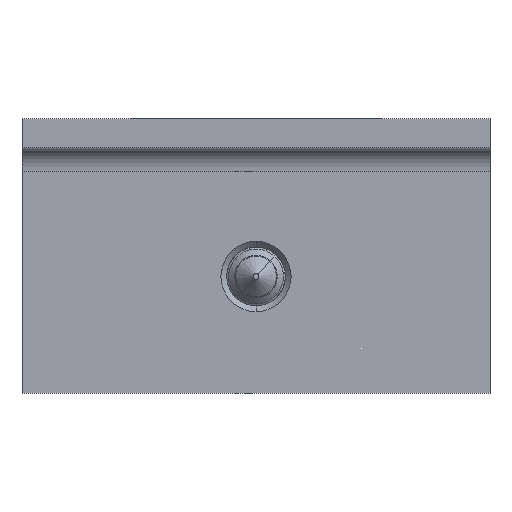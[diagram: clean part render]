
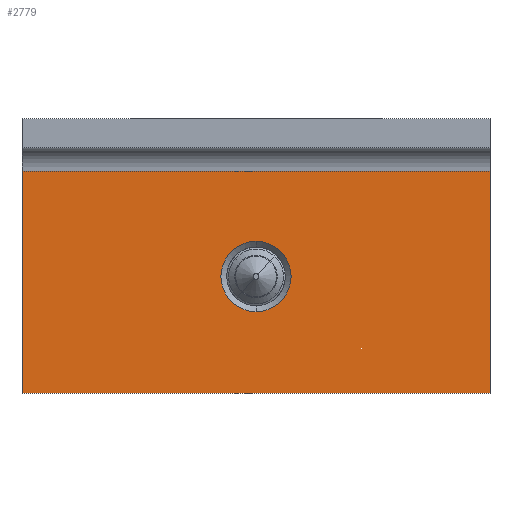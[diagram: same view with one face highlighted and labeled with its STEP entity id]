
A CAD part, front view. The second image highlights one B-rep face of the part: STEP entity #2779.
In plain terms, the highlighted planar face has unit normal (0, -1, 0).
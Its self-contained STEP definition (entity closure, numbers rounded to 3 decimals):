
#57 = CARTESIAN_POINT ( 'NONE',  ( 40., 123., -9. ) ) ;
#214 = DIRECTION ( 'NONE',  ( 0., 1., 0. ) ) ;
#351 = EDGE_CURVE ( 'NONE', #2331, #4077, #3148, .T. ) ;
#380 = EDGE_CURVE ( 'NONE', #4077, #2331, #2395, .T. ) ;
#406 = CARTESIAN_POINT ( 'NONE',  ( -40., 123., -9. ) ) ;
#498 = DIRECTION ( 'NONE',  ( -1., 0., 0. ) ) ;
#626 = AXIS2_PLACEMENT_3D ( 'NONE', #2837, #214, #4630 ) ;
#691 = VECTOR ( 'NONE', #2957, 1000. ) ;
#820 = EDGE_LOOP ( 'NONE', ( #4129, #944 ) ) ;
#944 = ORIENTED_EDGE ( 'NONE', *, *, #351, .T. ) ;
#1100 = EDGE_CURVE ( 'NONE', #4775, #3367, #1668, .T. ) ;
#1248 = LINE ( 'NONE', #406, #1496 ) ;
#1282 = LINE ( 'NONE', #3059, #2902 ) ;
#1496 = VECTOR ( 'NONE', #3526, 1000. ) ;
#1506 = VERTEX_POINT ( 'NONE', #5128 ) ;
#1612 = CARTESIAN_POINT ( 'NONE',  ( 0., 123., -21. ) ) ;
#1643 = AXIS2_PLACEMENT_3D ( 'NONE', #2863, #1924, #5493 ) ;
#1668 = LINE ( 'NONE', #5192, #691 ) ;
#1735 = LINE ( 'NONE', #3501, #2231 ) ;
#1924 = DIRECTION ( 'NONE',  ( 0., 1., 0. ) ) ;
#2153 = CARTESIAN_POINT ( 'NONE',  ( -40., 123., -48. ) ) ;
#2231 = VECTOR ( 'NONE', #3524, 1000. ) ;
#2277 = AXIS2_PLACEMENT_3D ( 'NONE', #2153, #2573, #3063 ) ;
#2300 = EDGE_LOOP ( 'NONE', ( #3915, #4003, #5661, #2419 ) ) ;
#2331 = VERTEX_POINT ( 'NONE', #1612 ) ;
#2395 = CIRCLE ( 'NONE', #626, 6. ) ;
#2419 = ORIENTED_EDGE ( 'NONE', *, *, #3992, .F. ) ;
#2539 = PLANE ( 'NONE',  #2277 ) ;
#2573 = DIRECTION ( 'NONE',  ( 0., 1., 0. ) ) ;
#2779 = ADVANCED_FACE ( 'NONE', ( #3537, #3510 ), #2539, .F. ) ;
#2837 = CARTESIAN_POINT ( 'NONE',  ( 0., 123., -27. ) ) ;
#2863 = CARTESIAN_POINT ( 'NONE',  ( 0., 123., -27. ) ) ;
#2902 = VECTOR ( 'NONE', #498, 1000. ) ;
#2957 = DIRECTION ( 'NONE',  ( 0., 0., 1. ) ) ;
#3055 = EDGE_CURVE ( 'NONE', #1506, #4363, #1735, .T. ) ;
#3059 = CARTESIAN_POINT ( 'NONE',  ( 0., 123., -47. ) ) ;
#3063 = DIRECTION ( 'NONE',  ( 0., 0., 1. ) ) ;
#3148 = CIRCLE ( 'NONE', #1643, 6. ) ;
#3340 = CARTESIAN_POINT ( 'NONE',  ( -40., 123., -9. ) ) ;
#3367 = VERTEX_POINT ( 'NONE', #3340 ) ;
#3501 = CARTESIAN_POINT ( 'NONE',  ( 40., 123., -48. ) ) ;
#3510 = FACE_OUTER_BOUND ( 'NONE', #2300, .T. ) ;
#3524 = DIRECTION ( 'NONE',  ( 0., 0., 1. ) ) ;
#3526 = DIRECTION ( 'NONE',  ( -1., 0., 0. ) ) ;
#3537 = FACE_BOUND ( 'NONE', #820, .T. ) ;
#3915 = ORIENTED_EDGE ( 'NONE', *, *, #3055, .T. ) ;
#3992 = EDGE_CURVE ( 'NONE', #1506, #4775, #1282, .T. ) ;
#4003 = ORIENTED_EDGE ( 'NONE', *, *, #5238, .T. ) ;
#4077 = VERTEX_POINT ( 'NONE', #5480 ) ;
#4129 = ORIENTED_EDGE ( 'NONE', *, *, #380, .T. ) ;
#4363 = VERTEX_POINT ( 'NONE', #57 ) ;
#4630 = DIRECTION ( 'NONE',  ( 0., 0., 1. ) ) ;
#4775 = VERTEX_POINT ( 'NONE', #4914 ) ;
#4914 = CARTESIAN_POINT ( 'NONE',  ( -40., 123., -47. ) ) ;
#5128 = CARTESIAN_POINT ( 'NONE',  ( 40., 123., -47. ) ) ;
#5192 = CARTESIAN_POINT ( 'NONE',  ( -40., 123., -48. ) ) ;
#5238 = EDGE_CURVE ( 'NONE', #4363, #3367, #1248, .T. ) ;
#5480 = CARTESIAN_POINT ( 'NONE',  ( 0., 123., -33. ) ) ;
#5493 = DIRECTION ( 'NONE',  ( 0., 0., 1. ) ) ;
#5661 = ORIENTED_EDGE ( 'NONE', *, *, #1100, .F. ) ;
